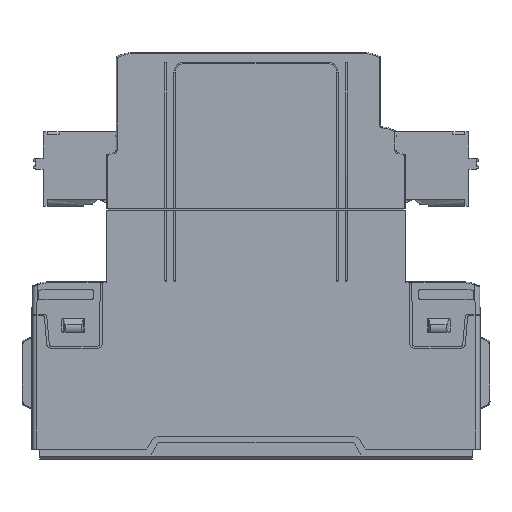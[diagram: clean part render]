
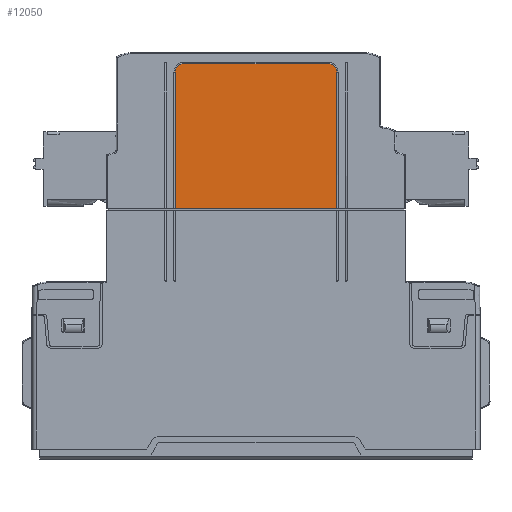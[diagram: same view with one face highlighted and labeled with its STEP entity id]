
A CAD part, left-side view. The second image highlights one B-rep face of the part: STEP entity #12050.
In plain terms, the highlighted planar face has unit normal (-1, 0, 0).
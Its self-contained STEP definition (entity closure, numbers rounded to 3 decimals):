
#10115=CARTESIAN_POINT('',(-8.9,-16.2,50.3));
#10116=VERTEX_POINT('',#10115);
#10124=CARTESIAN_POINT('',(-8.9,16.2,50.3));
#10125=VERTEX_POINT('',#10124);
#10126=CARTESIAN_POINT('',(-8.9,16.2,50.3));
#10127=DIRECTION('',(0.0,-1.0,0.0));
#10128=VECTOR('',#10127,32.4);
#10129=LINE('',#10126,#10128);
#10130=EDGE_CURVE('',#10125,#10116,#10129,.T.);
#11980=CARTESIAN_POINT('',(-8.9,-16.2,77.75));
#11981=VERTEX_POINT('',#11980);
#11982=CARTESIAN_POINT('',(-8.9,-16.2,77.75));
#11983=DIRECTION('',(0.,0.,-1.0));
#11984=VECTOR('',#11983,27.45);
#11985=LINE('',#11982,#11984);
#11986=EDGE_CURVE('',#11981,#10116,#11985,.T.);
#12009=CARTESIAN_POINT('',(-8.9,27.392,56.776));
#12010=DIRECTION('',(1.0,0.0,0.0));
#12011=DIRECTION('',(0.0,0.0,-1.0));
#12012=AXIS2_PLACEMENT_3D('',#12009,#12010,#12011);
#12013=PLANE('',#12012);
#12014=CARTESIAN_POINT('',(-8.9,16.2,77.75));
#12015=VERTEX_POINT('',#12014);
#12016=CARTESIAN_POINT('',(-8.9,16.2,77.75));
#12017=DIRECTION('',(0.,0.,-1.0));
#12018=VECTOR('',#12017,27.45);
#12019=LINE('',#12016,#12018);
#12020=EDGE_CURVE('',#12015,#10125,#12019,.T.);
#12021=ORIENTED_EDGE('',*,*,#12020,.T.);
#12022=ORIENTED_EDGE('',*,*,#10130,.T.);
#12023=ORIENTED_EDGE('',*,*,#11986,.F.);
#12024=CARTESIAN_POINT('',(-8.9,-14.5,79.45));
#12025=VERTEX_POINT('',#12024);
#12026=CARTESIAN_POINT('',(-8.9,-14.5,77.75));
#12027=DIRECTION('',(1.0,0.,0.));
#12028=DIRECTION('',(0.,0.,1.0));
#12029=AXIS2_PLACEMENT_3D('',#12026,#12027,#12028);
#12030=CIRCLE('',#12029,1.7);
#12031=EDGE_CURVE('',#12025,#11981,#12030,.T.);
#12032=ORIENTED_EDGE('',*,*,#12031,.F.);
#12033=CARTESIAN_POINT('',(-8.9,14.5,79.45));
#12034=VERTEX_POINT('',#12033);
#12035=CARTESIAN_POINT('',(-8.9,14.5,79.45));
#12036=DIRECTION('',(0.0,-1.0,0.0));
#12037=VECTOR('',#12036,29.);
#12038=LINE('',#12035,#12037);
#12039=EDGE_CURVE('',#12034,#12025,#12038,.T.);
#12040=ORIENTED_EDGE('',*,*,#12039,.F.);
#12041=CARTESIAN_POINT('',(-8.9,14.5,77.75));
#12042=DIRECTION('',(-1.0,0.,0.));
#12043=DIRECTION('',(0.,0.,1.0));
#12044=AXIS2_PLACEMENT_3D('',#12041,#12042,#12043);
#12045=CIRCLE('',#12044,1.7);
#12046=EDGE_CURVE('',#12034,#12015,#12045,.T.);
#12047=ORIENTED_EDGE('',*,*,#12046,.T.);
#12048=EDGE_LOOP('',(#12021,#12022,#12023,#12032,#12040,#12047));
#12049=FACE_OUTER_BOUND('',#12048,.T.);
#12050=ADVANCED_FACE('',(#12049),#12013,.F.);
